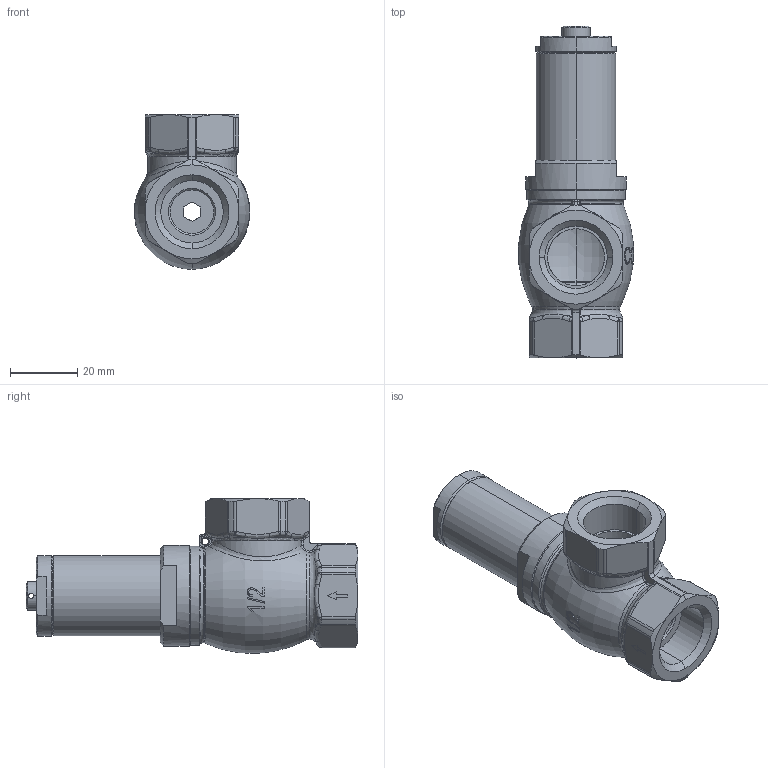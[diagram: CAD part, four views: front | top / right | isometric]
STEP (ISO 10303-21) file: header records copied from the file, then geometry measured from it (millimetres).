
FILE_DESCRIPTION (( 'STEP AP203' ), '1' );
FILE_NAME ('617 1-2 Dummy.STEP', '2010-11-02T08:03:58', ( 'Blankenhorn' ), ( 'Götze' ), 'SwSTEP 2.0', 'SolidWorks 2010', '' );
FILE_SCHEMA (( 'CONFIG_CONTROL_DESIGN' ));
Length unit declared in the file: millimetre
Products named in the file (1): 617 1-2 Dummy
Bounding box: 34.43 x 99 x 46.2 mm (x, y, z)
Volume: 37586 mm3; surface area: 22496.2 mm2
Topology: 4 solids, 4 shells, 532 faces, 1311 edges, 806 vertices
Faces by surface type: plane 146, bspline 134, cylinder 110, cone 74, torus 48, sphere 20
Entity records: 21850 total; most frequent: CARTESIAN_POINT 10230, ORIENTED_EDGE 2610, DIRECTION 2116, EDGE_CURVE 1305, AXIS2_PLACEMENT_3D 851, VERTEX_POINT 806, EDGE_LOOP 573, FACE_OUTER_BOUND 532
